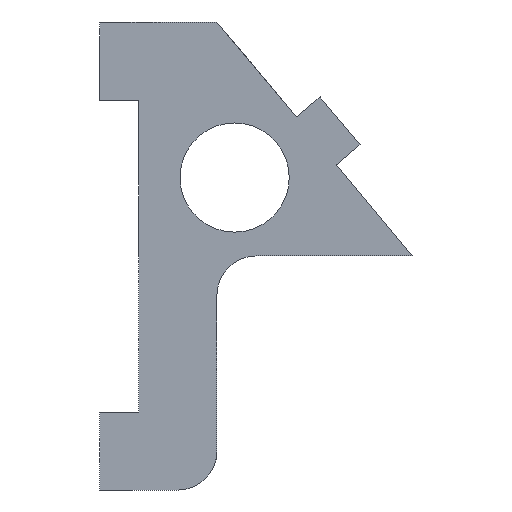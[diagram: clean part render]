
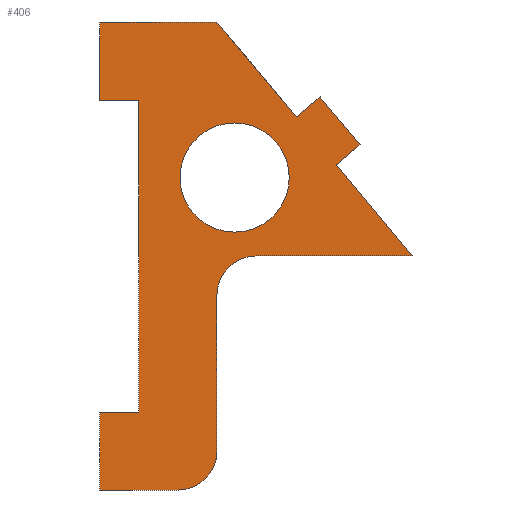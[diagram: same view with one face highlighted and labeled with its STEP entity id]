
A CAD part, left-side view. The second image highlights one B-rep face of the part: STEP entity #406.
In plain terms, the highlighted planar face has unit normal (-1, 0, 0).
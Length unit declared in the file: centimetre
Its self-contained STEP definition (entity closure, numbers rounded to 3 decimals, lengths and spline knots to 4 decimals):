
#20=LINE('',#579,#65);
#21=LINE('',#583,#66);
#22=LINE('',#585,#67);
#23=LINE('',#587,#68);
#24=LINE('',#589,#69);
#25=LINE('',#591,#70);
#26=LINE('',#593,#71);
#27=LINE('',#595,#72);
#28=LINE('',#597,#73);
#29=LINE('',#599,#74);
#30=LINE('',#601,#75);
#31=LINE('',#603,#76);
#32=LINE('',#605,#77);
#33=LINE('',#606,#78);
#65=VECTOR('',#471,2.);
#66=VECTOR('',#474,2.);
#67=VECTOR('',#475,1.5206);
#68=VECTOR('',#476,0.4);
#69=VECTOR('',#477,0.8);
#70=VECTOR('',#478,0.4);
#71=VECTOR('',#479,1.5846);
#72=VECTOR('',#480,1.5);
#73=VECTOR('',#481,1.);
#74=VECTOR('',#482,0.5);
#75=VECTOR('',#483,4.);
#76=VECTOR('',#484,0.5);
#77=VECTOR('',#485,1.);
#78=VECTOR('',#486,1.);
#110=PLANE('',#431);
#127=FACE_BOUND('',#158,.T.);
#135=FACE_OUTER_BOUND('',#157,.T.);
#157=EDGE_LOOP('',(#290,#291,#292,#293,#294,#295,#296,#297,#298,#299,#300,
#301,#302,#303,#304,#305));
#158=EDGE_LOOP('',(#306));
#184=CIRCLE('',#429,0.7);
#186=CIRCLE('',#432,0.5);
#187=CIRCLE('',#433,0.5);
#193=VERTEX_POINT('',#570);
#195=VERTEX_POINT('',#575);
#196=VERTEX_POINT('',#576);
#197=VERTEX_POINT('',#578);
#198=VERTEX_POINT('',#580);
#199=VERTEX_POINT('',#582);
#200=VERTEX_POINT('',#584);
#201=VERTEX_POINT('',#586);
#202=VERTEX_POINT('',#588);
#203=VERTEX_POINT('',#590);
#204=VERTEX_POINT('',#592);
#205=VERTEX_POINT('',#594);
#206=VERTEX_POINT('',#596);
#207=VERTEX_POINT('',#598);
#208=VERTEX_POINT('',#600);
#209=VERTEX_POINT('',#602);
#210=VERTEX_POINT('',#604);
#232=EDGE_CURVE('',#193,#193,#184,.T.);
#234=EDGE_CURVE('',#195,#196,#186,.T.);
#235=EDGE_CURVE('',#197,#195,#20,.T.);
#236=EDGE_CURVE('',#198,#197,#187,.T.);
#237=EDGE_CURVE('',#199,#198,#21,.T.);
#238=EDGE_CURVE('',#200,#199,#22,.T.);
#239=EDGE_CURVE('',#201,#200,#23,.T.);
#240=EDGE_CURVE('',#202,#201,#24,.T.);
#241=EDGE_CURVE('',#203,#202,#25,.T.);
#242=EDGE_CURVE('',#204,#203,#26,.T.);
#243=EDGE_CURVE('',#205,#204,#27,.T.);
#244=EDGE_CURVE('',#206,#205,#28,.T.);
#245=EDGE_CURVE('',#207,#206,#29,.T.);
#246=EDGE_CURVE('',#208,#207,#30,.T.);
#247=EDGE_CURVE('',#209,#208,#31,.T.);
#248=EDGE_CURVE('',#210,#209,#32,.T.);
#249=EDGE_CURVE('',#196,#210,#33,.T.);
#290=ORIENTED_EDGE('',*,*,#234,.F.);
#291=ORIENTED_EDGE('',*,*,#235,.F.);
#292=ORIENTED_EDGE('',*,*,#236,.F.);
#293=ORIENTED_EDGE('',*,*,#237,.F.);
#294=ORIENTED_EDGE('',*,*,#238,.F.);
#295=ORIENTED_EDGE('',*,*,#239,.F.);
#296=ORIENTED_EDGE('',*,*,#240,.F.);
#297=ORIENTED_EDGE('',*,*,#241,.F.);
#298=ORIENTED_EDGE('',*,*,#242,.F.);
#299=ORIENTED_EDGE('',*,*,#243,.F.);
#300=ORIENTED_EDGE('',*,*,#244,.F.);
#301=ORIENTED_EDGE('',*,*,#245,.F.);
#302=ORIENTED_EDGE('',*,*,#246,.F.);
#303=ORIENTED_EDGE('',*,*,#247,.F.);
#304=ORIENTED_EDGE('',*,*,#248,.F.);
#305=ORIENTED_EDGE('',*,*,#249,.F.);
#306=ORIENTED_EDGE('',*,*,#232,.T.);
#406=ADVANCED_FACE('',(#135,#127),#110,.T.);
#429=AXIS2_PLACEMENT_3D('',#571,#463,#464);
#431=AXIS2_PLACEMENT_3D('',#574,#467,#468);
#432=AXIS2_PLACEMENT_3D('',#577,#469,#470);
#433=AXIS2_PLACEMENT_3D('',#581,#472,#473);
#463=DIRECTION('center_axis',(1.,0.,0.));
#464=DIRECTION('ref_axis',(0.,0.,-1.));
#467=DIRECTION('center_axis',(-1.,0.,0.));
#468=DIRECTION('ref_axis',(0.,0.,1.));
#469=DIRECTION('center_axis',(1.,0.,0.));
#470=DIRECTION('ref_axis',(0.,-0.707,-0.707));
#471=DIRECTION('',(0.,0.,-1.));
#472=DIRECTION('center_axis',(-1.,0.,0.));
#473=DIRECTION('ref_axis',(0.,0.707,0.707));
#474=DIRECTION('',(0.,1.,0.));
#475=DIRECTION('',(0.,-0.64,-0.768));
#476=DIRECTION('',(0.,0.768,-0.64));
#477=DIRECTION('',(0.,-0.64,-0.768));
#478=DIRECTION('',(0.,-0.768,0.64));
#479=DIRECTION('',(0.,-0.64,-0.768));
#480=DIRECTION('',(0.,-1.,0.));
#481=DIRECTION('',(0.,0.,1.));
#482=DIRECTION('',(0.,1.,0.));
#483=DIRECTION('',(0.,0.,1.));
#484=DIRECTION('',(0.,-1.,0.));
#485=DIRECTION('',(0.,0.,1.));
#486=DIRECTION('',(0.,1.,0.));
#570=CARTESIAN_POINT('',(-0.4,2.2743,-0.7946));
#571=CARTESIAN_POINT('Origin',(-0.4,2.2743,-1.4946));
#574=CARTESIAN_POINT('Origin',(-0.4,0.,-5.5));
#575=CARTESIAN_POINT('',(-0.4,2.5,-5.));
#576=CARTESIAN_POINT('',(-0.4,3.,-5.5));
#577=CARTESIAN_POINT('Origin',(-0.4,3.,-5.));
#578=CARTESIAN_POINT('',(-0.4,2.5,-3.));
#579=CARTESIAN_POINT('',(-0.4,2.5,-4.));
#580=CARTESIAN_POINT('',(-0.4,2.,-2.5));
#581=CARTESIAN_POINT('Origin',(-0.4,2.,-3.));
#582=CARTESIAN_POINT('',(-0.4,0.,-2.5));
#583=CARTESIAN_POINT('',(-0.4,0.,-2.5));
#584=CARTESIAN_POINT('',(-0.4,0.9734,-1.3319));
#585=CARTESIAN_POINT('',(-0.4,0.5123,-1.8852));
#586=CARTESIAN_POINT('',(-0.4,0.6661,-1.0758));
#587=CARTESIAN_POINT('',(-0.4,1.7111,-1.9466));
#588=CARTESIAN_POINT('',(-0.4,1.1783,-0.4612));
#589=CARTESIAN_POINT('',(-0.4,-0.4302,-2.3915));
#590=CARTESIAN_POINT('',(-0.4,1.4856,-0.7173));
#591=CARTESIAN_POINT('',(-0.4,2.2233,-1.3321));
#592=CARTESIAN_POINT('',(-0.4,2.5,0.5));
#593=CARTESIAN_POINT('',(-0.4,0.5123,-1.8852));
#594=CARTESIAN_POINT('',(-0.4,4.,0.5));
#595=CARTESIAN_POINT('',(-0.4,0.,0.5));
#596=CARTESIAN_POINT('',(-0.4,4.,-0.5));
#597=CARTESIAN_POINT('',(-0.4,4.,-4.));
#598=CARTESIAN_POINT('',(-0.4,3.5,-0.5));
#599=CARTESIAN_POINT('',(-0.4,2.,-0.5));
#600=CARTESIAN_POINT('',(-0.4,3.5,-4.5));
#601=CARTESIAN_POINT('',(-0.4,3.5,-4.));
#602=CARTESIAN_POINT('',(-0.4,4.,-4.5));
#603=CARTESIAN_POINT('',(-0.4,2.,-4.5));
#604=CARTESIAN_POINT('',(-0.4,4.,-5.5));
#605=CARTESIAN_POINT('',(-0.4,4.,-4.));
#606=CARTESIAN_POINT('',(-0.4,0.,-5.5));
